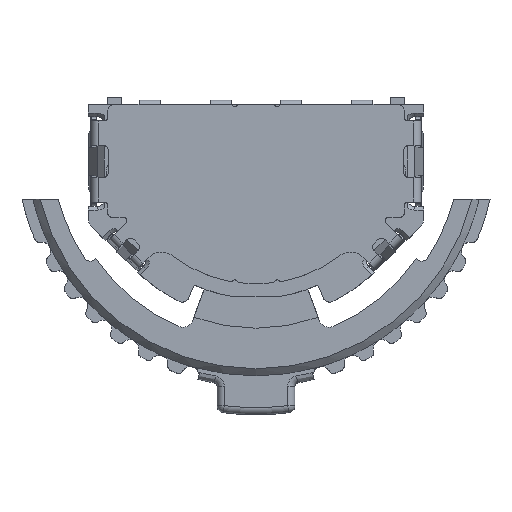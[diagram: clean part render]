
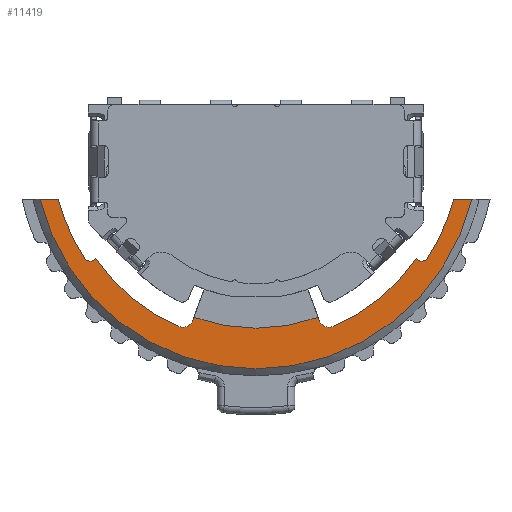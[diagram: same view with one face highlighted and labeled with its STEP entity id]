
A CAD part, top view. The second image highlights one B-rep face of the part: STEP entity #11419.
In plain terms, the highlighted planar face has unit normal (0, 0, 1).
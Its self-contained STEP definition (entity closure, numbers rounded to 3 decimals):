
#388=PLANE('',#12614);
#1437=LINE('',#19526,#2506);
#1442=LINE('',#19537,#2511);
#1465=LINE('',#19620,#2534);
#1471=LINE('',#19636,#2540);
#1476=LINE('',#19653,#2545);
#1482=LINE('',#19674,#2551);
#2506=VECTOR('',#15768,1000.);
#2511=VECTOR('',#15777,1000.);
#2534=VECTOR('',#15868,1000.);
#2540=VECTOR('',#15882,1000.);
#2545=VECTOR('',#15899,1000.);
#2551=VECTOR('',#15919,1000.);
#3380=FACE_OUTER_BOUND('',#3986,.T.);
#3986=EDGE_LOOP('',(#10746,#10747,#10748,#10749,#10750,#10751,#10752,#10753,
#10754,#10755,#10756,#10757,#10758,#10759,#10760,#10761));
#4542=CIRCLE('',#12537,0.2);
#4544=CIRCLE('',#12541,0.3);
#4547=CIRCLE('',#12547,0.3);
#4549=CIRCLE('',#12550,0.2);
#4565=CIRCLE('',#12576,5.8);
#4566=CIRCLE('',#12578,5.55);
#4567=CIRCLE('',#12580,5.15);
#4568=CIRCLE('',#12582,5.55);
#4569=CIRCLE('',#12584,5.8);
#4585=CIRCLE('',#12615,6.3);
#5629=VERTEX_POINT('',#19523);
#5630=VERTEX_POINT('',#19525);
#5632=VERTEX_POINT('',#19533);
#5634=VERTEX_POINT('',#19536);
#5655=VERTEX_POINT('',#19614);
#5656=VERTEX_POINT('',#19619);
#5658=VERTEX_POINT('',#19626);
#5659=VERTEX_POINT('',#19627);
#5662=VERTEX_POINT('',#19635);
#5664=VERTEX_POINT('',#19641);
#5666=VERTEX_POINT('',#19649);
#5668=VERTEX_POINT('',#19652);
#5670=VERTEX_POINT('',#19658);
#5672=VERTEX_POINT('',#19664);
#5674=VERTEX_POINT('',#19670);
#5676=VERTEX_POINT('',#19673);
#7271=EDGE_CURVE('',#5630,#5629,#1437,.T.);
#7276=EDGE_CURVE('',#5634,#5632,#1442,.T.);
#7316=EDGE_CURVE('',#5656,#5655,#1465,.T.);
#7320=EDGE_CURVE('',#5658,#5659,#4542,.T.);
#7324=EDGE_CURVE('',#5662,#5659,#1471,.T.);
#7327=EDGE_CURVE('',#5664,#5629,#4544,.T.);
#7332=EDGE_CURVE('',#5668,#5666,#1476,.T.);
#7335=EDGE_CURVE('',#5634,#5670,#4547,.T.);
#7338=EDGE_CURVE('',#5668,#5672,#4549,.T.);
#7342=EDGE_CURVE('',#5676,#5674,#1482,.T.);
#7366=EDGE_CURVE('',#5656,#5658,#4565,.T.);
#7367=EDGE_CURVE('',#5662,#5664,#4566,.T.);
#7368=EDGE_CURVE('',#5630,#5632,#4567,.T.);
#7369=EDGE_CURVE('',#5670,#5666,#4568,.T.);
#7370=EDGE_CURVE('',#5672,#5674,#4569,.T.);
#7387=EDGE_CURVE('',#5655,#5676,#4585,.T.);
#10746=ORIENTED_EDGE('',*,*,#7370,.F.);
#10747=ORIENTED_EDGE('',*,*,#7338,.F.);
#10748=ORIENTED_EDGE('',*,*,#7332,.T.);
#10749=ORIENTED_EDGE('',*,*,#7369,.F.);
#10750=ORIENTED_EDGE('',*,*,#7335,.F.);
#10751=ORIENTED_EDGE('',*,*,#7276,.T.);
#10752=ORIENTED_EDGE('',*,*,#7368,.F.);
#10753=ORIENTED_EDGE('',*,*,#7271,.T.);
#10754=ORIENTED_EDGE('',*,*,#7327,.F.);
#10755=ORIENTED_EDGE('',*,*,#7367,.F.);
#10756=ORIENTED_EDGE('',*,*,#7324,.T.);
#10757=ORIENTED_EDGE('',*,*,#7320,.F.);
#10758=ORIENTED_EDGE('',*,*,#7366,.F.);
#10759=ORIENTED_EDGE('',*,*,#7316,.T.);
#10760=ORIENTED_EDGE('',*,*,#7387,.T.);
#10761=ORIENTED_EDGE('',*,*,#7342,.T.);
#11419=ADVANCED_FACE('',(#3380),#388,.F.);
#12537=AXIS2_PLACEMENT_3D('',#19628,#15874,#15875);
#12541=AXIS2_PLACEMENT_3D('',#19642,#15887,#15888);
#12547=AXIS2_PLACEMENT_3D('',#19659,#15904,#15905);
#12550=AXIS2_PLACEMENT_3D('',#19665,#15911,#15912);
#12576=AXIS2_PLACEMENT_3D('',#19840,#15972,#15973);
#12578=AXIS2_PLACEMENT_3D('',#19842,#15976,#15977);
#12580=AXIS2_PLACEMENT_3D('',#19844,#15980,#15981);
#12582=AXIS2_PLACEMENT_3D('',#19846,#15984,#15985);
#12584=AXIS2_PLACEMENT_3D('',#19848,#15988,#15989);
#12614=AXIS2_PLACEMENT_3D('',#19881,#16049,#16050);
#12615=AXIS2_PLACEMENT_3D('',#19882,#16051,#16052);
#15768=DIRECTION('',(-0.342,-0.94,0.));
#15777=DIRECTION('',(-0.342,0.94,0.));
#15868=DIRECTION('',(-1.,0.,0.));
#15874=DIRECTION('center_axis',(0.,0.,1.));
#15875=DIRECTION('ref_axis',(0.,1.,0.));
#15882=DIRECTION('',(-0.819,-0.574,0.));
#15887=DIRECTION('center_axis',(0.,0.,1.));
#15888=DIRECTION('ref_axis',(0.,1.,0.));
#15899=DIRECTION('',(-0.819,0.574,0.));
#15904=DIRECTION('center_axis',(0.,0.,1.));
#15905=DIRECTION('ref_axis',(0.,1.,0.));
#15911=DIRECTION('center_axis',(0.,0.,1.));
#15912=DIRECTION('ref_axis',(0.,1.,0.));
#15919=DIRECTION('',(-1.,0.,0.));
#15972=DIRECTION('center_axis',(0.,0.,1.));
#15973=DIRECTION('ref_axis',(0.,1.,0.));
#15976=DIRECTION('center_axis',(0.,0.,1.));
#15977=DIRECTION('ref_axis',(0.,1.,0.));
#15980=DIRECTION('center_axis',(0.,0.,1.));
#15981=DIRECTION('ref_axis',(0.,1.,0.));
#15984=DIRECTION('center_axis',(0.,0.,1.));
#15985=DIRECTION('ref_axis',(0.,1.,0.));
#15988=DIRECTION('center_axis',(0.,0.,1.));
#15989=DIRECTION('ref_axis',(0.,1.,0.));
#16049=DIRECTION('center_axis',(0.,0.,-1.));
#16050=DIRECTION('ref_axis',(0.,-1.,0.));
#16051=DIRECTION('center_axis',(0.,0.,1.));
#16052=DIRECTION('ref_axis',(0.,1.,0.));
#19523=CARTESIAN_POINT('',(-1.793,-4.925,-5.15));
#19525=CARTESIAN_POINT('',(-1.761,-4.839,-5.15));
#19526=CARTESIAN_POINT('',(-1.632,-4.483,-5.15));
#19533=CARTESIAN_POINT('',(1.761,-4.839,-5.15));
#19536=CARTESIAN_POINT('',(1.793,-4.925,-5.15));
#19537=CARTESIAN_POINT('',(1.632,-4.483,-5.15));
#19614=CARTESIAN_POINT('',(-6.119,-1.5,-5.15));
#19619=CARTESIAN_POINT('',(-5.603,-1.5,-5.15));
#19620=CARTESIAN_POINT('',(-6.118,-1.5,-5.15));
#19626=CARTESIAN_POINT('',(-4.867,-3.155,-5.15));
#19627=CARTESIAN_POINT('',(-4.584,-3.21,-5.15));
#19628=CARTESIAN_POINT('Origin',(-4.699,-3.046,-5.15));
#19635=CARTESIAN_POINT('',(-4.546,-3.183,-5.15));
#19636=CARTESIAN_POINT('',(-4.565,-3.197,-5.15));
#19641=CARTESIAN_POINT('',(-2.193,-5.098,-5.15));
#19642=CARTESIAN_POINT('Origin',(-2.075,-4.823,-5.15));
#19649=CARTESIAN_POINT('',(4.546,-3.183,-5.15));
#19652=CARTESIAN_POINT('',(4.584,-3.21,-5.15));
#19653=CARTESIAN_POINT('',(4.565,-3.197,-5.15));
#19658=CARTESIAN_POINT('',(2.193,-5.098,-5.15));
#19659=CARTESIAN_POINT('Origin',(2.075,-4.823,-5.15));
#19664=CARTESIAN_POINT('',(4.867,-3.155,-5.15));
#19665=CARTESIAN_POINT('Origin',(4.699,-3.046,-5.15));
#19670=CARTESIAN_POINT('',(5.603,-1.5,-5.15));
#19673=CARTESIAN_POINT('',(6.119,-1.5,-5.15));
#19674=CARTESIAN_POINT('',(6.118,-1.5,-5.15));
#19840=CARTESIAN_POINT('Origin',(0.,0.,-5.15));
#19842=CARTESIAN_POINT('Origin',(0.,0.,-5.15));
#19844=CARTESIAN_POINT('Origin',(0.,0.,-5.15));
#19846=CARTESIAN_POINT('Origin',(0.,0.,-5.15));
#19848=CARTESIAN_POINT('Origin',(0.,0.,-5.15));
#19881=CARTESIAN_POINT('Origin',(6.192,-1.5,-5.15));
#19882=CARTESIAN_POINT('Origin',(0.,0.,-5.15));
